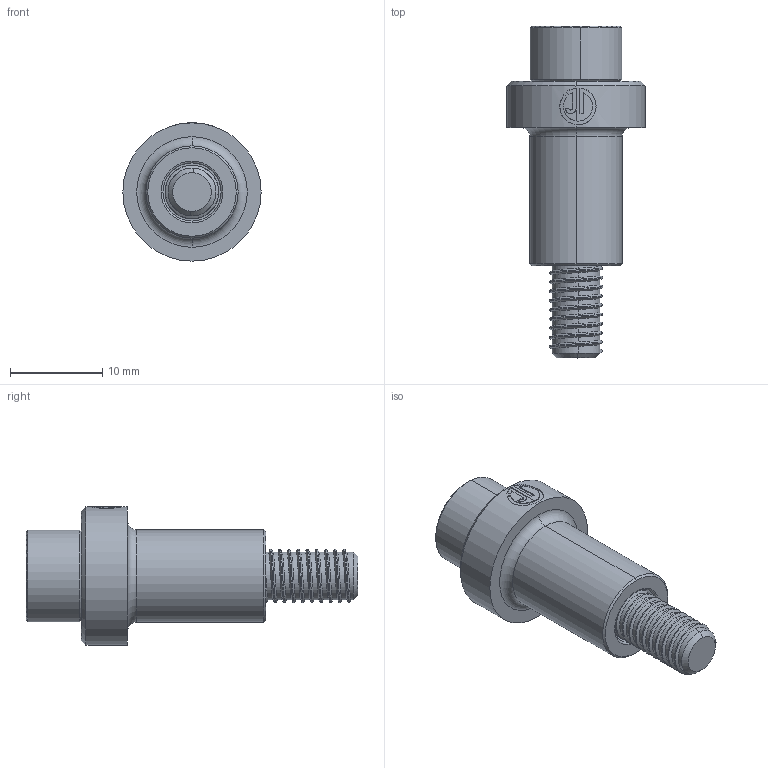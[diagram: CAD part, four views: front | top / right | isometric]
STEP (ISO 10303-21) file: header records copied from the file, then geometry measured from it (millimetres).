
FILE_DESCRIPTION (( 'STEP AP214' ), '1' );
FILE_NAME ('MSR-D10-L15.STEP', '2021-10-22T06:50:37', ( '' ), ( '' ), 'SwSTEP 2.0', 'SolidWorks 2016', '' );
FILE_SCHEMA (( 'AUTOMOTIVE_DESIGN' ));
Length unit declared in the file: millimetre
Products named in the file (5): MSR2-D10-L15; MSR1-D10-L15; MSR-D10-L15
Assembly tree (2 placements, depth 2):
  MSR2-D10-L15
  MSR1-D10-L15
  MSR-D10-L15
    MSR1-D10-L15
    MSR2-D10-L15
Bounding box: 15 x 36 x 15 mm (x, y, z)
Volume: 2455.4 mm3; surface area: 2355.3 mm2
Topology: 2 solids, 2 shells, 112 faces, 287 edges, 180 vertices
Faces by surface type: cylinder 42, plane 32, cone 19, bspline 11, torus 8
Entity records: 6656 total; most frequent: CARTESIAN_POINT 4087, ORIENTED_EDGE 570, DIRECTION 457, EDGE_CURVE 285, VERTEX_POINT 180, AXIS2_PLACEMENT_3D 180, EDGE_LOOP 117, ADVANCED_FACE 112
